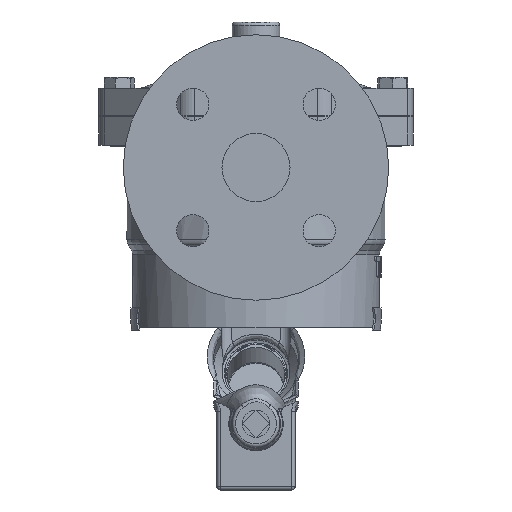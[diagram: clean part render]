
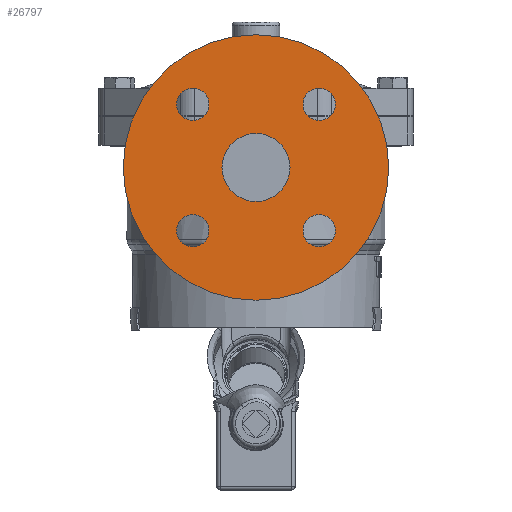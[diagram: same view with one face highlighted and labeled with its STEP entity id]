
A CAD part, left-side view. The second image highlights one B-rep face of the part: STEP entity #26797.
In plain terms, the highlighted planar face has unit normal (-1, 0, 0).
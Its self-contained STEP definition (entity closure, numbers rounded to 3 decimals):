
#25500=CARTESIAN_POINT('',(-135.0,0.,-10.));
#25501=VERTEX_POINT('',#25500);
#25502=CARTESIAN_POINT('',(-135.0,0.0,-30.));
#25503=DIRECTION('',(1.0,0.0,0.0));
#25504=DIRECTION('',(0.0,0.0,-1.0));
#25505=AXIS2_PLACEMENT_3D('',#25502,#25503,#25504);
#25506=CIRCLE('',#25505,20.0);
#25507=EDGE_CURVE('',#25501,#25501,#25506,.T.);
#25558=CARTESIAN_POINT('',(-135.0,46.623,-67.123));
#25559=VERTEX_POINT('',#25558);
#25560=CARTESIAN_POINT('',(-135.0,37.123,-67.123));
#25561=DIRECTION('',(1.0,0.0,0.0));
#25562=DIRECTION('',(0.0,1.0,0.0));
#25563=AXIS2_PLACEMENT_3D('',#25560,#25561,#25562);
#25564=CIRCLE('',#25563,9.5);
#25565=EDGE_CURVE('',#25559,#25559,#25564,.T.);
#25607=CARTESIAN_POINT('',(-135.0,-37.123,-76.623));
#25608=VERTEX_POINT('',#25607);
#25609=CARTESIAN_POINT('',(-135.0,-37.123,-67.123));
#25610=DIRECTION('',(1.0,0.0,0.0));
#25611=DIRECTION('',(0.0,0.0,-1.0));
#25612=AXIS2_PLACEMENT_3D('',#25609,#25610,#25611);
#25613=CIRCLE('',#25612,9.5);
#25614=EDGE_CURVE('',#25608,#25608,#25613,.T.);
#25656=CARTESIAN_POINT('',(-135.0,-46.623,7.123));
#25657=VERTEX_POINT('',#25656);
#25658=CARTESIAN_POINT('',(-135.0,-37.123,7.123));
#25659=DIRECTION('',(1.0,0.0,0.0));
#25660=DIRECTION('',(0.0,-1.0,0.0));
#25661=AXIS2_PLACEMENT_3D('',#25658,#25659,#25660);
#25662=CIRCLE('',#25661,9.5);
#25663=EDGE_CURVE('',#25657,#25657,#25662,.T.);
#25705=CARTESIAN_POINT('',(-135.0,37.123,16.623));
#25706=VERTEX_POINT('',#25705);
#25707=CARTESIAN_POINT('',(-135.0,37.123,7.123));
#25708=DIRECTION('',(1.0,0.0,0.0));
#25709=DIRECTION('',(0.0,0.0,1.0));
#25710=AXIS2_PLACEMENT_3D('',#25707,#25708,#25709);
#25711=CIRCLE('',#25710,9.5);
#25712=EDGE_CURVE('',#25706,#25706,#25711,.T.);
#25838=CARTESIAN_POINT('',(-135.,0.,48.));
#25839=VERTEX_POINT('',#25838);
#25840=CARTESIAN_POINT('',(-135.0,0.0,-30.));
#25841=DIRECTION('',(1.0,0.0,0.0));
#25842=DIRECTION('',(0.0,0.0,-1.0));
#25843=AXIS2_PLACEMENT_3D('',#25840,#25841,#25842);
#25844=CIRCLE('',#25843,78.0);
#25845=EDGE_CURVE('',#25839,#25839,#25844,.T.);
#26774=CARTESIAN_POINT('',(-135.0,0.0,-14.5));
#26775=DIRECTION('',(-1.0,0.0,0.0));
#26776=DIRECTION('',(0.0,0.0,1.0));
#26777=AXIS2_PLACEMENT_3D('',#26774,#26775,#26776);
#26778=PLANE('',#26777);
#26779=ORIENTED_EDGE('',*,*,#25845,.F.);
#26780=EDGE_LOOP('',(#26779));
#26781=FACE_OUTER_BOUND('',#26780,.T.);
#26782=ORIENTED_EDGE('',*,*,#25507,.T.);
#26783=EDGE_LOOP('',(#26782));
#26784=FACE_BOUND('',#26783,.T.);
#26785=ORIENTED_EDGE('',*,*,#25565,.T.);
#26786=EDGE_LOOP('',(#26785));
#26787=FACE_BOUND('',#26786,.T.);
#26788=ORIENTED_EDGE('',*,*,#25614,.T.);
#26789=EDGE_LOOP('',(#26788));
#26790=FACE_BOUND('',#26789,.T.);
#26791=ORIENTED_EDGE('',*,*,#25663,.T.);
#26792=EDGE_LOOP('',(#26791));
#26793=FACE_BOUND('',#26792,.T.);
#26794=ORIENTED_EDGE('',*,*,#25712,.T.);
#26795=EDGE_LOOP('',(#26794));
#26796=FACE_BOUND('',#26795,.T.);
#26797=ADVANCED_FACE('',(#26781,#26784,#26787,#26790,#26793,#26796),#26778,.T.);
